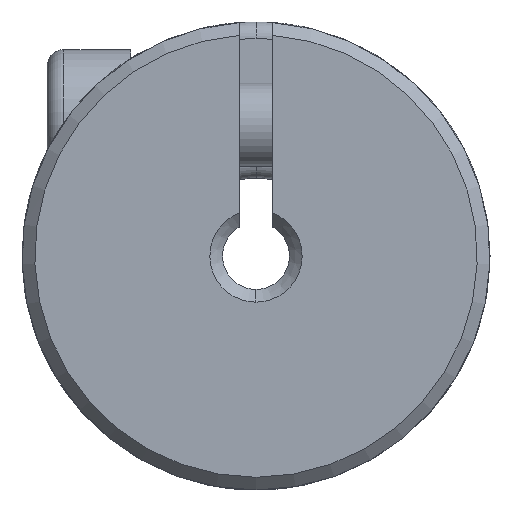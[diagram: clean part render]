
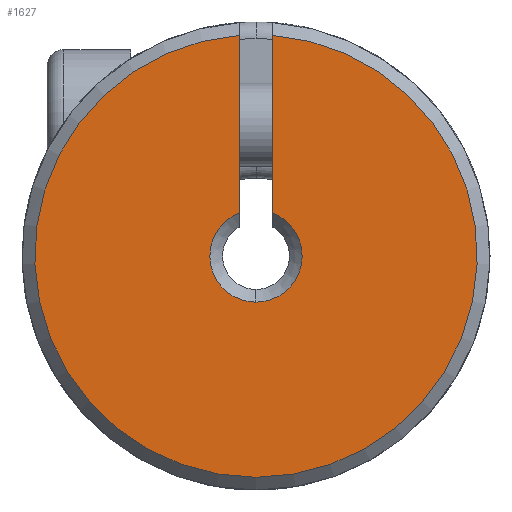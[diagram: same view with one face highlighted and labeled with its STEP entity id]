
A CAD part, left-side view. The second image highlights one B-rep face of the part: STEP entity #1627.
In plain terms, the highlighted planar face has unit normal (-1, 0, 0).
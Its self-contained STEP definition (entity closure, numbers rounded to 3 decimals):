
#361 = VERTEX_POINT ( 'NONE', #758 ) ;
#362 = VERTEX_POINT ( 'NONE', #759 ) ;
#402 = VERTEX_POINT ( 'NONE', #799 ) ;
#403 = VERTEX_POINT ( 'NONE', #800 ) ;
#404 = VERTEX_POINT ( 'NONE', #801 ) ;
#758 = CARTESIAN_POINT ( 'NONE',  ( -11., 0., -1.381 ) ) ;
#759 = CARTESIAN_POINT ( 'NONE',  ( -11., -0.5, 1.287 ) ) ;
#799 = CARTESIAN_POINT ( 'NONE',  ( -11., -0.5, 6.6 ) ) ;
#800 = CARTESIAN_POINT ( 'NONE',  ( -11., 0.5, 1.287 ) ) ;
#801 = CARTESIAN_POINT ( 'NONE',  ( -11., 0.5, 6.6 ) ) ;
#1203 = EDGE_LOOP ( 'NONE', ( #2819, #2820, #2821, #2822, #2823 ) ) ;
#1627 = ADVANCED_FACE ( 'NONE', ( #4185 ), #5629, .T. ) ;
#2416 = EDGE_CURVE ( 'NONE', #361, #362, #8184, .T. ) ;
#2485 = EDGE_CURVE ( 'NONE', #403, #404, #8254, .T. ) ;
#2488 = EDGE_CURVE ( 'NONE', #403, #361, #8265, .T. ) ;
#2489 = EDGE_CURVE ( 'NONE', #402, #404, #8267, .T. ) ;
#2490 = EDGE_CURVE ( 'NONE', #362, #402, #8250, .T. ) ;
#2819 = ORIENTED_EDGE ( 'NONE', *, *, #2490, .F. ) ;
#2820 = ORIENTED_EDGE ( 'NONE', *, *, #2416, .F. ) ;
#2821 = ORIENTED_EDGE ( 'NONE', *, *, #2488, .F. ) ;
#2822 = ORIENTED_EDGE ( 'NONE', *, *, #2485, .T. ) ;
#2823 = ORIENTED_EDGE ( 'NONE', *, *, #2489, .F. ) ;
#4185 = FACE_OUTER_BOUND ( 'NONE', #1203, .T. ) ;
#4582 = AXIS2_PLACEMENT_3D ( 'NONE', #5628, #5634, #5635 ) ;
#5628 = CARTESIAN_POINT ( 'NONE',  ( -11., 0., 0. ) ) ;
#5629 = PLANE ( 'NONE',  #4582 ) ;
#5634 = DIRECTION ( 'NONE',  ( -1., 0., 0. ) ) ;
#5635 = DIRECTION ( 'NONE',  ( 0., 0., -1. ) ) ;
#6455 = AXIS2_PLACEMENT_3D ( 'NONE', #7190, #7191, #7192 ) ;
#6495 = AXIS2_PLACEMENT_3D ( 'NONE', #7471, #7473, #7474 ) ;
#6497 = AXIS2_PLACEMENT_3D ( 'NONE', #7468, #7469, #7470 ) ;
#7190 = CARTESIAN_POINT ( 'NONE',  ( -11., 0., 0. ) ) ;
#7191 = DIRECTION ( 'NONE',  ( -1., 0., 0. ) ) ;
#7192 = DIRECTION ( 'NONE',  ( 0., 0., -1. ) ) ;
#7462 = CARTESIAN_POINT ( 'NONE',  ( -11., 0.5, 0. ) ) ;
#7463 = DIRECTION ( 'NONE',  ( 0., 0., 1. ) ) ;
#7468 = CARTESIAN_POINT ( 'NONE',  ( -11., 0., 0. ) ) ;
#7469 = DIRECTION ( 'NONE',  ( -1., 0., 0. ) ) ;
#7470 = DIRECTION ( 'NONE',  ( 0., 0., -1. ) ) ;
#7471 = CARTESIAN_POINT ( 'NONE',  ( -11., 0., 0. ) ) ;
#7473 = DIRECTION ( 'NONE',  ( 1., 0., 0. ) ) ;
#7474 = DIRECTION ( 'NONE',  ( 0., 0., -1. ) ) ;
#7475 = CARTESIAN_POINT ( 'NONE',  ( -11., -0.5, 0. ) ) ;
#7476 = DIRECTION ( 'NONE',  ( 0., 0., 1. ) ) ;
#8184 = CIRCLE ( 'NONE', #6455, 1.381 ) ;
#8250 = LINE ( 'NONE', #7475, #8256 ) ;
#8252 = VECTOR ( 'NONE', #7463, 1000. ) ;
#8254 = LINE ( 'NONE', #7462, #8252 ) ;
#8256 = VECTOR ( 'NONE', #7476, 1000. ) ;
#8265 = CIRCLE ( 'NONE', #6497, 1.381 ) ;
#8267 = CIRCLE ( 'NONE', #6495, 6.619 ) ;
